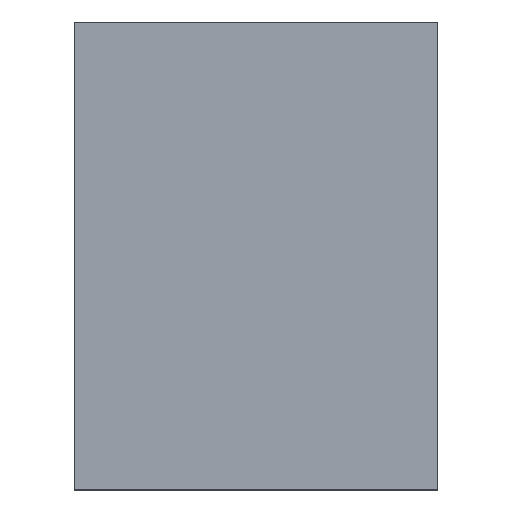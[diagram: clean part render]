
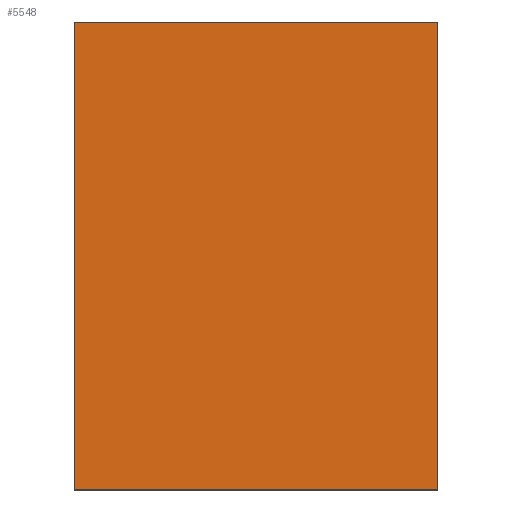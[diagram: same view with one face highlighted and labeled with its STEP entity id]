
A CAD part, top view. The second image highlights one B-rep face of the part: STEP entity #5548.
In plain terms, the highlighted planar face has unit normal (0, 0, 1).
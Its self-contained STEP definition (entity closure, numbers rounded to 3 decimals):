
#39=DIRECTION('',(-1.,0.,0.));
#40=VECTOR('',#39,3.5);
#41=CARTESIAN_POINT('',(3.5,0.,1.9));
#42=LINE('',#41,#40);
#1137=DIRECTION('',(0.,1.,0.));
#1138=VECTOR('',#1137,4.5);
#1139=CARTESIAN_POINT('',(0.,0.,1.9));
#1140=LINE('',#1139,#1138);
#1705=DIRECTION('',(1.,0.,0.));
#1706=VECTOR('',#1705,3.5);
#1707=CARTESIAN_POINT('',(0.,4.5,1.9));
#1708=LINE('',#1707,#1706);
#2239=DIRECTION('',(0.,-1.,0.));
#2240=VECTOR('',#2239,4.5);
#2241=CARTESIAN_POINT('',(3.5,4.5,1.9));
#2242=LINE('',#2241,#2240);
#4657=CARTESIAN_POINT('',(3.5,0.,1.9));
#4658=CARTESIAN_POINT('',(0.,0.,1.9));
#4659=VERTEX_POINT('',#4657);
#4660=VERTEX_POINT('',#4658);
#4661=CARTESIAN_POINT('',(3.5,4.5,1.9));
#4662=VERTEX_POINT('',#4661);
#4663=CARTESIAN_POINT('',(0.,4.5,1.9));
#4664=VERTEX_POINT('',#4663);
#5533=CARTESIAN_POINT('',(1.75,2.25,1.9));
#5534=DIRECTION('',(0.,0.,1.));
#5535=DIRECTION('',(1.,0.,0.));
#5536=AXIS2_PLACEMENT_3D('',#5533,#5534,#5535);
#5537=PLANE('',#5536);
#5539=ORIENTED_EDGE('',*,*,#5538,.T.);
#5541=ORIENTED_EDGE('',*,*,#5540,.T.);
#5543=ORIENTED_EDGE('',*,*,#5542,.T.);
#5545=ORIENTED_EDGE('',*,*,#5544,.T.);
#5546=EDGE_LOOP('',(#5539,#5541,#5543,#5545));
#5547=FACE_OUTER_BOUND('',#5546,.F.);
#5548=ADVANCED_FACE('',(#5547),#5537,.T.);
#5538=EDGE_CURVE('',#4659,#4660,#42,.T.);
#5540=EDGE_CURVE('',#4660,#4664,#1140,.T.);
#5542=EDGE_CURVE('',#4664,#4662,#1708,.T.);
#5544=EDGE_CURVE('',#4662,#4659,#2242,.T.);
